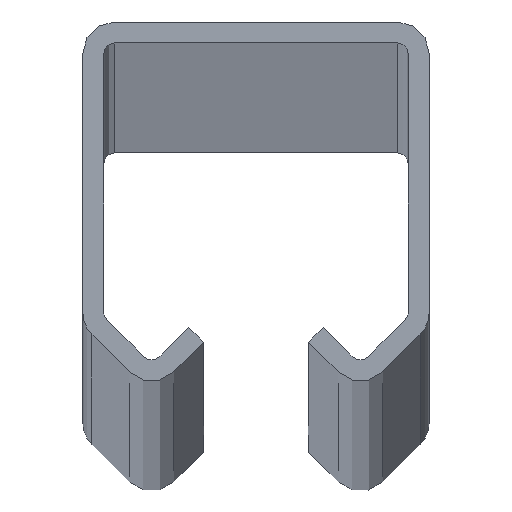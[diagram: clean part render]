
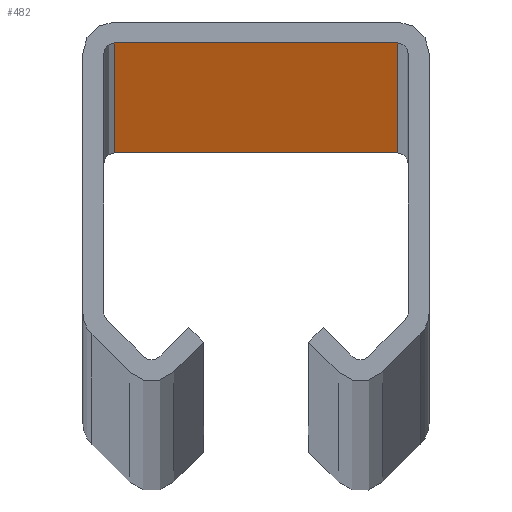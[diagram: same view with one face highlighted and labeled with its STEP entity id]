
A CAD part, top view. The second image highlights one B-rep face of the part: STEP entity #482.
In plain terms, the highlighted planar face has unit normal (0, -1, 0).
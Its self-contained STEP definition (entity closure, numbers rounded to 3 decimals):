
#28 = ORIENTED_EDGE ( 'NONE', *, *, #87, .T. ) ;
#32 = EDGE_LOOP ( 'NONE', ( #203, #416, #28, #374 ) ) ;
#35 = PLANE ( 'NONE',  #567 ) ;
#43 = VECTOR ( 'NONE', #780, 1000. ) ;
#48 = CARTESIAN_POINT ( 'NONE',  ( 13.5, 13.329, 0. ) ) ;
#60 = VERTEX_POINT ( 'NONE', #361 ) ;
#80 = VERTEX_POINT ( 'NONE', #988 ) ;
#87 = EDGE_CURVE ( 'NONE', #631, #80, #440, .T. ) ;
#116 = CARTESIAN_POINT ( 'NONE',  ( -13.5, 13.329, 6000. ) ) ;
#203 = ORIENTED_EDGE ( 'NONE', *, *, #634, .F. ) ;
#274 = DIRECTION ( 'NONE',  ( -1., 0., 0. ) ) ;
#300 = VERTEX_POINT ( 'NONE', #48 ) ;
#338 = CARTESIAN_POINT ( 'NONE',  ( 0., 13.329, 6000. ) ) ;
#358 = DIRECTION ( 'NONE',  ( -1., 0., 0. ) ) ;
#361 = CARTESIAN_POINT ( 'NONE',  ( -13.5, 13.329, 0. ) ) ;
#374 = ORIENTED_EDGE ( 'NONE', *, *, #514, .T. ) ;
#416 = ORIENTED_EDGE ( 'NONE', *, *, #953, .F. ) ;
#440 = LINE ( 'NONE', #1013, #889 ) ;
#482 = ADVANCED_FACE ( 'NONE', ( #740 ), #35, .T. ) ;
#513 = CARTESIAN_POINT ( 'NONE',  ( 13.5, 13.329, 6000. ) ) ;
#514 = EDGE_CURVE ( 'NONE', #80, #60, #821, .T. ) ;
#541 = CARTESIAN_POINT ( 'NONE',  ( 13.5, 13.329, 6000. ) ) ;
#567 = AXIS2_PLACEMENT_3D ( 'NONE', #338, #972, #670 ) ;
#597 = VECTOR ( 'NONE', #274, 1000. ) ;
#621 = CARTESIAN_POINT ( 'NONE',  ( 0., 13.329, 0. ) ) ;
#631 = VERTEX_POINT ( 'NONE', #513 ) ;
#634 = EDGE_CURVE ( 'NONE', #300, #60, #701, .T. ) ;
#643 = LINE ( 'NONE', #541, #43 ) ;
#646 = VECTOR ( 'NONE', #756, 1000. ) ;
#670 = DIRECTION ( 'NONE',  ( 1., 0., 0. ) ) ;
#701 = LINE ( 'NONE', #621, #597 ) ;
#740 = FACE_OUTER_BOUND ( 'NONE', #32, .T. ) ;
#756 = DIRECTION ( 'NONE',  ( 0., 0., -1. ) ) ;
#780 = DIRECTION ( 'NONE',  ( 0., 0., -1. ) ) ;
#821 = LINE ( 'NONE', #116, #646 ) ;
#889 = VECTOR ( 'NONE', #358, 1000. ) ;
#953 = EDGE_CURVE ( 'NONE', #631, #300, #643, .T. ) ;
#972 = DIRECTION ( 'NONE',  ( 0., -1., 0. ) ) ;
#988 = CARTESIAN_POINT ( 'NONE',  ( -13.5, 13.329, 6000. ) ) ;
#1013 = CARTESIAN_POINT ( 'NONE',  ( 0., 13.329, 6000. ) ) ;
